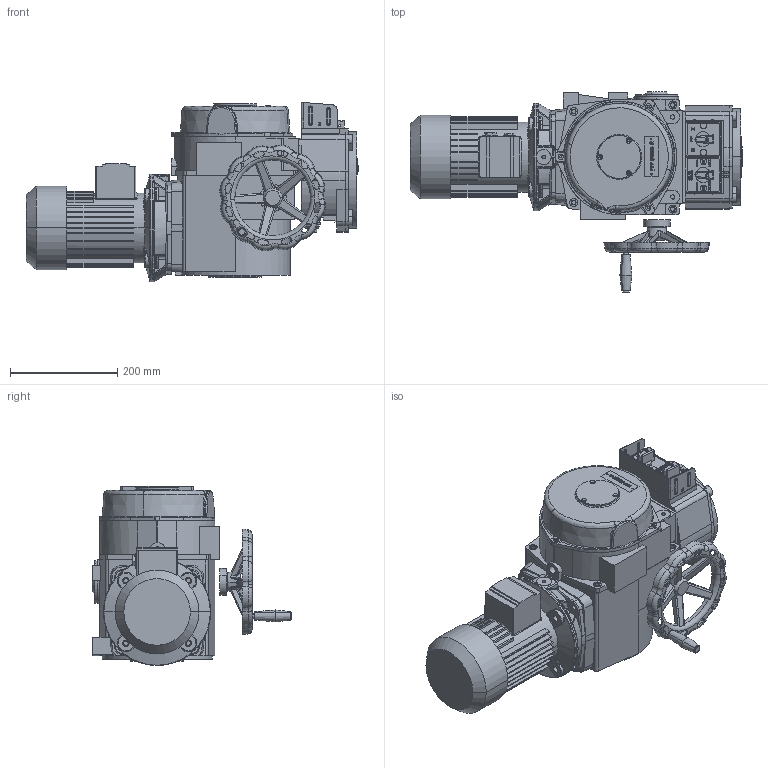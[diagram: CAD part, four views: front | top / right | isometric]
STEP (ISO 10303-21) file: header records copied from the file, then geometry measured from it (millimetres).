
FILE_DESCRIPTION (( 'STEP AP203' ), '1' );
FILE_NAME ('servomotor_52031.STEP', '2021-01-28T05:54:43', ( '' ), ( '' ), 'SwSTEP 2.0', 'SolidWorks 2014', '' );
FILE_SCHEMA (( 'CONFIG_CONTROL_DESIGN' ));
Products named in the file (1): servomotor_52031
Bounding box: 619 x 372.8 x 334 mm (x, y, z)
Surface area: 1148023.6 mm2 (no closed solid volume)
Topology: 0 solids, 65 shells, 1484 faces, 5234 edges, 3752 vertices
Faces by surface type: plane 601, cylinder 536, cone 126, torus 111, bspline 86, sphere 24
Entity records: 65950 total; most frequent: CARTESIAN_POINT 21585, DIRECTION 9143, ORIENTED_EDGE 8538, EDGE_CURVE 5221, VERTEX_POINT 3749, AXIS2_PLACEMENT_3D 3251, VECTOR 2641, LINE 2641
